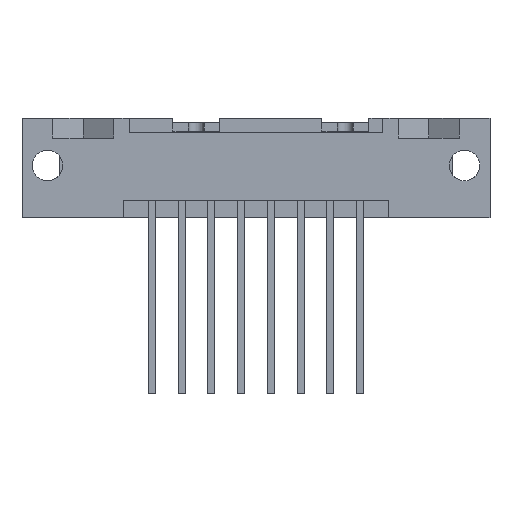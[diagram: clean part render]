
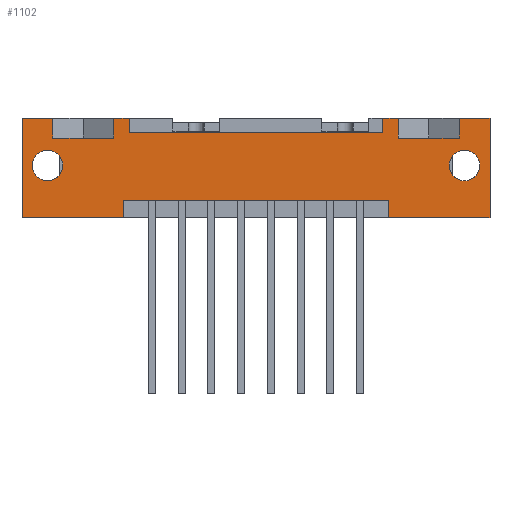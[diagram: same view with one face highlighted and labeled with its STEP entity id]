
A CAD part, front view. The second image highlights one B-rep face of the part: STEP entity #1102.
In plain terms, the highlighted planar face has unit normal (0, -1, 0).
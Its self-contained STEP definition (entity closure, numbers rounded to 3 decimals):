
#835=FACE_BOUND('',#1912,.T.);
#836=FACE_BOUND('',#1913,.T.);
#837=FACE_BOUND('',#1914,.T.);
#872=CIRCLE('',#6116,1.3);
#873=CIRCLE('',#6146,1.3);
#1102=ADVANCED_FACE('',(#835,#836,#837),#1367,.T.);
#1367=PLANE('',#6147);
#1912=EDGE_LOOP('',(#2975));
#1913=EDGE_LOOP('',(#2976));
#1914=EDGE_LOOP('',(#2977,#2978,#2979,#2980,#2981,#2982,#2983,#2984,#2985,
#2986,#2987,#2988,#2989,#2990,#2991,#2992,#2993,#2994,#2995,#2996));
#2975=ORIENTED_EDGE('',*,*,#4337,.T.);
#2976=ORIENTED_EDGE('',*,*,#4444,.T.);
#2977=ORIENTED_EDGE('',*,*,#4443,.T.);
#2978=ORIENTED_EDGE('',*,*,#4434,.T.);
#2979=ORIENTED_EDGE('',*,*,#4345,.T.);
#2980=ORIENTED_EDGE('',*,*,#4445,.T.);
#2981=ORIENTED_EDGE('',*,*,#4284,.T.);
#2982=ORIENTED_EDGE('',*,*,#4286,.T.);
#2983=ORIENTED_EDGE('',*,*,#4273,.T.);
#2984=ORIENTED_EDGE('',*,*,#4446,.T.);
#2985=ORIENTED_EDGE('',*,*,#4447,.T.);
#2986=ORIENTED_EDGE('',*,*,#4448,.T.);
#2987=ORIENTED_EDGE('',*,*,#4449,.T.);
#2988=ORIENTED_EDGE('',*,*,#4450,.T.);
#2989=ORIENTED_EDGE('',*,*,#4267,.T.);
#2990=ORIENTED_EDGE('',*,*,#4270,.T.);
#2991=ORIENTED_EDGE('',*,*,#4256,.T.);
#2992=ORIENTED_EDGE('',*,*,#4451,.T.);
#2993=ORIENTED_EDGE('',*,*,#4423,.F.);
#2994=ORIENTED_EDGE('',*,*,#4429,.T.);
#2995=ORIENTED_EDGE('',*,*,#4437,.T.);
#2996=ORIENTED_EDGE('',*,*,#4440,.T.);
#3658=VERTEX_POINT('',#8316);
#3659=VERTEX_POINT('',#8317);
#3666=VERTEX_POINT('',#8337);
#3667=VERTEX_POINT('',#8339);
#3670=VERTEX_POINT('',#8350);
#3672=VERTEX_POINT('',#8353);
#3678=VERTEX_POINT('',#8371);
#3679=VERTEX_POINT('',#8373);
#3720=VERTEX_POINT('',#8485);
#3725=VERTEX_POINT('',#8499);
#3726=VERTEX_POINT('',#8501);
#3781=VERTEX_POINT('',#8654);
#3782=VERTEX_POINT('',#8656);
#3786=VERTEX_POINT('',#8666);
#3790=VERTEX_POINT('',#8676);
#3792=VERTEX_POINT('',#8681);
#3793=VERTEX_POINT('',#8686);
#3795=VERTEX_POINT('',#8696);
#3796=VERTEX_POINT('',#8699);
#3797=VERTEX_POINT('',#8701);
#3798=VERTEX_POINT('',#8703);
#3799=VERTEX_POINT('',#8705);
#4256=EDGE_CURVE('',#3658,#3659,#4953,.T.);
#4267=EDGE_CURVE('',#3667,#3666,#4964,.T.);
#4270=EDGE_CURVE('',#3666,#3658,#4966,.T.);
#4273=EDGE_CURVE('',#3672,#3670,#4968,.T.);
#4284=EDGE_CURVE('',#3678,#3679,#4979,.T.);
#4286=EDGE_CURVE('',#3679,#3672,#4980,.T.);
#4337=EDGE_CURVE('',#3720,#3720,#872,.T.);
#4345=EDGE_CURVE('',#3726,#3725,#5032,.T.);
#4423=EDGE_CURVE('',#3781,#3782,#5110,.T.);
#4429=EDGE_CURVE('',#3781,#3786,#5116,.T.);
#4434=EDGE_CURVE('',#3790,#3726,#5121,.T.);
#4437=EDGE_CURVE('',#3786,#3792,#5124,.T.);
#4440=EDGE_CURVE('',#3792,#3793,#5127,.T.);
#4443=EDGE_CURVE('',#3793,#3790,#5130,.T.);
#4444=EDGE_CURVE('',#3795,#3795,#873,.T.);
#4445=EDGE_CURVE('',#3725,#3678,#5131,.T.);
#4446=EDGE_CURVE('',#3670,#3796,#5132,.T.);
#4447=EDGE_CURVE('',#3796,#3797,#5133,.T.);
#4448=EDGE_CURVE('',#3797,#3798,#5134,.T.);
#4449=EDGE_CURVE('',#3798,#3799,#5135,.T.);
#4450=EDGE_CURVE('',#3799,#3667,#5136,.T.);
#4451=EDGE_CURVE('',#3659,#3782,#5137,.T.);
#4953=LINE('',#8315,#5634);
#4964=LINE('',#8338,#5645);
#4966=LINE('',#8344,#5647);
#4968=LINE('',#8352,#5649);
#4979=LINE('',#8374,#5660);
#4980=LINE('',#8378,#5661);
#5032=LINE('',#8500,#5713);
#5110=LINE('',#8655,#5791);
#5116=LINE('',#8667,#5797);
#5121=LINE('',#8675,#5802);
#5124=LINE('',#8682,#5805);
#5127=LINE('',#8688,#5808);
#5130=LINE('',#8693,#5811);
#5131=LINE('',#8697,#5812);
#5132=LINE('',#8698,#5813);
#5133=LINE('',#8700,#5814);
#5134=LINE('',#8702,#5815);
#5135=LINE('',#8704,#5816);
#5136=LINE('',#8706,#5817);
#5137=LINE('',#8707,#5818);
#5634=VECTOR('',#6950,1.);
#5645=VECTOR('',#6967,1.);
#5647=VECTOR('',#6973,1.);
#5649=VECTOR('',#6981,1.);
#5660=VECTOR('',#6998,1.);
#5661=VECTOR('',#7003,1.);
#5713=VECTOR('',#7105,1.);
#5791=VECTOR('',#7225,1.);
#5797=VECTOR('',#7233,1.);
#5802=VECTOR('',#7238,1.);
#5805=VECTOR('',#7243,1.);
#5808=VECTOR('',#7248,1.);
#5811=VECTOR('',#7255,1.);
#5812=VECTOR('',#7260,1.);
#5813=VECTOR('',#7261,1.);
#5814=VECTOR('',#7262,1.);
#5815=VECTOR('',#7263,1.);
#5816=VECTOR('',#7264,1.);
#5817=VECTOR('',#7265,1.);
#5818=VECTOR('',#7266,1.);
#6116=AXIS2_PLACEMENT_3D('',#8484,#7092,#7093);
#6146=AXIS2_PLACEMENT_3D('',#8695,#7258,#7259);
#6147=AXIS2_PLACEMENT_3D('',#8708,#7267,#7268);
#6950=DIRECTION('',(0.,0.,1.));
#6967=DIRECTION('',(0.,0.,-1.));
#6973=DIRECTION('',(-1.,0.,0.));
#6981=DIRECTION('',(0.,0.,1.));
#6998=DIRECTION('',(0.,0.,-1.));
#7003=DIRECTION('',(-1.,0.,0.));
#7092=DIRECTION('',(0.,1.,0.));
#7093=DIRECTION('',(1.,0.,0.));
#7105=DIRECTION('',(0.,0.,1.));
#7225=DIRECTION('',(0.,0.,1.));
#7233=DIRECTION('',(1.,0.,0.));
#7238=DIRECTION('',(1.,0.,0.));
#7243=DIRECTION('',(0.,0.,1.));
#7248=DIRECTION('',(1.,0.,0.));
#7255=DIRECTION('',(0.,0.,-1.));
#7258=DIRECTION('',(0.,1.,0.));
#7259=DIRECTION('',(1.,0.,0.));
#7260=DIRECTION('',(-1.,0.,0.));
#7261=DIRECTION('',(-1.,0.,0.));
#7262=DIRECTION('',(0.,0.,-1.));
#7263=DIRECTION('',(-1.,0.,0.));
#7264=DIRECTION('',(0.,0.,1.));
#7265=DIRECTION('',(-1.,0.,0.));
#7266=DIRECTION('',(-1.,0.,0.));
#7267=DIRECTION('',(0.,-1.,0.));
#7268=DIRECTION('',(1.,0.,0.));
#8315=CARTESIAN_POINT('',(-28.953,2.59,6.8));
#8316=CARTESIAN_POINT('',(-28.953,2.59,6.8));
#8317=CARTESIAN_POINT('',(-28.953,2.59,8.5));
#8337=CARTESIAN_POINT('',(-23.753,2.59,6.8));
#8338=CARTESIAN_POINT('',(-23.753,2.59,8.5));
#8339=CARTESIAN_POINT('',(-23.753,2.59,8.5));
#8344=CARTESIAN_POINT('',(-23.753,2.59,6.8));
#8350=CARTESIAN_POINT('',(0.507,2.59,8.5));
#8352=CARTESIAN_POINT('',(0.507,2.59,6.8));
#8353=CARTESIAN_POINT('',(0.507,2.59,6.8));
#8371=CARTESIAN_POINT('',(5.707,2.59,8.5));
#8373=CARTESIAN_POINT('',(5.707,2.59,6.8));
#8374=CARTESIAN_POINT('',(5.707,2.59,8.5));
#8378=CARTESIAN_POINT('',(5.707,2.59,6.8));
#8484=CARTESIAN_POINT('',(6.157,2.59,4.47));
#8485=CARTESIAN_POINT('',(7.457,2.59,4.47));
#8499=CARTESIAN_POINT('',(8.327,2.59,8.5));
#8500=CARTESIAN_POINT('',(8.327,2.59,0.));
#8501=CARTESIAN_POINT('',(8.327,2.59,0.));
#8654=CARTESIAN_POINT('',(-31.573,2.59,0.));
#8655=CARTESIAN_POINT('',(-31.573,2.59,0.));
#8656=CARTESIAN_POINT('',(-31.573,2.59,8.5));
#8666=CARTESIAN_POINT('',(-22.933,2.59,0.));
#8667=CARTESIAN_POINT('',(-31.573,2.59,0.));
#8675=CARTESIAN_POINT('',(-0.313,2.59,0.));
#8676=CARTESIAN_POINT('',(-0.313,2.59,0.));
#8681=CARTESIAN_POINT('',(-22.933,2.59,1.48));
#8682=CARTESIAN_POINT('',(-22.933,2.59,0.));
#8686=CARTESIAN_POINT('',(-0.313,2.59,1.48));
#8688=CARTESIAN_POINT('',(-22.933,2.59,1.48));
#8693=CARTESIAN_POINT('',(-0.313,2.59,1.48));
#8695=CARTESIAN_POINT('',(-29.403,2.59,4.47));
#8696=CARTESIAN_POINT('',(-28.103,2.59,4.47));
#8697=CARTESIAN_POINT('',(8.327,2.59,8.5));
#8698=CARTESIAN_POINT('',(0.507,2.59,8.5));
#8699=CARTESIAN_POINT('',(-0.813,2.59,8.5));
#8700=CARTESIAN_POINT('',(-0.813,2.59,8.5));
#8701=CARTESIAN_POINT('',(-0.813,2.59,7.3));
#8702=CARTESIAN_POINT('',(-0.813,2.59,7.3));
#8703=CARTESIAN_POINT('',(-22.433,2.59,7.3));
#8704=CARTESIAN_POINT('',(-22.433,2.59,7.3));
#8705=CARTESIAN_POINT('',(-22.433,2.59,8.5));
#8706=CARTESIAN_POINT('',(-22.433,2.59,8.5));
#8707=CARTESIAN_POINT('',(-28.953,2.59,8.5));
#8708=CARTESIAN_POINT('',(-31.573,2.59,0.));
